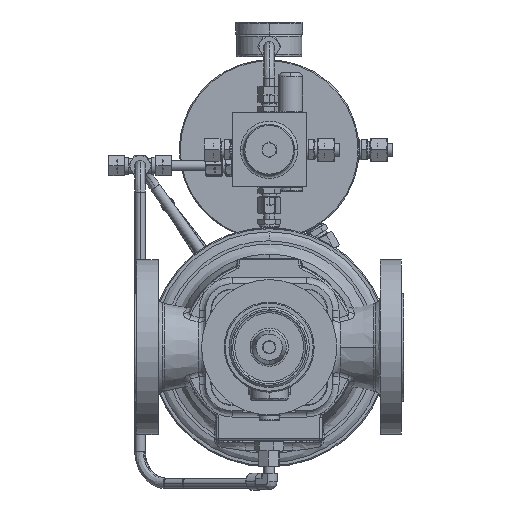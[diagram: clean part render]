
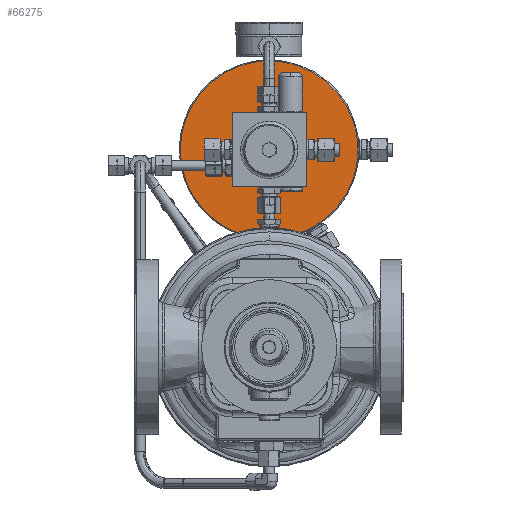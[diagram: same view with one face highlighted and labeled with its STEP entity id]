
A CAD part, front view. The second image highlights one B-rep face of the part: STEP entity #66275.
In plain terms, the highlighted planar face has unit normal (0, -1, 0).
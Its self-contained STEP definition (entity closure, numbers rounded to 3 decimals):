
#1497 = AXIS2_PLACEMENT_3D ( 'NONE', #96062, #63107, #21366 ) ;
#7054 = EDGE_CURVE ( 'NONE', #80400, #49053, #76574, .T. ) ;
#12033 = AXIS2_PLACEMENT_3D ( 'NONE', #12431, #20372, #45195 ) ;
#12431 = CARTESIAN_POINT ( 'NONE',  ( -0.317, 262.233, 446.046 ) ) ;
#13257 = CARTESIAN_POINT ( 'NONE',  ( -0.317, 262.233, 362.046 ) ) ;
#20320 = EDGE_LOOP ( 'NONE', ( #24943, #91101 ) ) ;
#20372 = DIRECTION ( 'NONE',  ( 0., 1., 0. ) ) ;
#21366 = DIRECTION ( 'NONE',  ( 0., 0., 1. ) ) ;
#24943 = ORIENTED_EDGE ( 'NONE', *, *, #68498, .F. ) ;
#28698 = CARTESIAN_POINT ( 'NONE',  ( -0.317, 262.233, 530.046 ) ) ;
#36841 = PLANE ( 'NONE',  #1497 ) ;
#45195 = DIRECTION ( 'NONE',  ( 0., 0., 1. ) ) ;
#49053 = VERTEX_POINT ( 'NONE', #28698 ) ;
#52681 = FACE_OUTER_BOUND ( 'NONE', #20320, .T. ) ;
#63107 = DIRECTION ( 'NONE',  ( 0., 1., 0. ) ) ;
#66275 = ADVANCED_FACE ( 'NONE', ( #52681 ), #36841, .F. ) ;
#67039 = DIRECTION ( 'NONE',  ( 0., 0., 1. ) ) ;
#68498 = EDGE_CURVE ( 'NONE', #49053, #80400, #98315, .T. ) ;
#76574 = CIRCLE ( 'NONE', #91350, 84. ) ;
#80400 = VERTEX_POINT ( 'NONE', #13257 ) ;
#91101 = ORIENTED_EDGE ( 'NONE', *, *, #7054, .F. ) ;
#91350 = AXIS2_PLACEMENT_3D ( 'NONE', #100416, #92166, #67039 ) ;
#92166 = DIRECTION ( 'NONE',  ( 0., 1., 0. ) ) ;
#96062 = CARTESIAN_POINT ( 'NONE',  ( -35.817, 262.233, 446.046 ) ) ;
#98315 = CIRCLE ( 'NONE', #12033, 84. ) ;
#100416 = CARTESIAN_POINT ( 'NONE',  ( -0.317, 262.233, 446.046 ) ) ;
